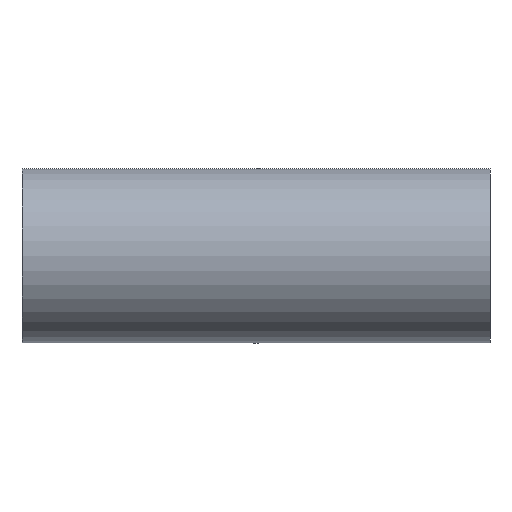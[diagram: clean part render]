
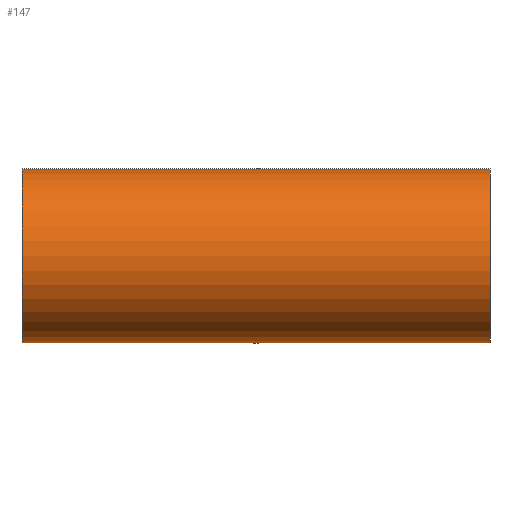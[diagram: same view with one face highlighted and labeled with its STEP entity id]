
A CAD part, top view. The second image highlights one B-rep face of the part: STEP entity #147.
In plain terms, the highlighted cylindrical face has radius 177.5 mm (diameter 355 mm), a full revolution.
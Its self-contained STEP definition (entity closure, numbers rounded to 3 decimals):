
#26=FACE_OUTER_BOUND('',#35,.T.);
#35=EDGE_LOOP('',(#126,#127,#128,#129,#130,#131,#132,#133,#134,#135));
#42=CIRCLE('',#186,177.5);
#43=CIRCLE('',#188,177.5);
#48=LINE('',#279,#54);
#49=LINE('',#280,#55);
#54=VECTOR('',#236,177.5);
#55=VECTOR('',#237,177.5);
#60=ELLIPSE('',#176,251.023,177.5);
#61=ELLIPSE('',#177,251.023,177.5);
#62=ELLIPSE('',#178,251.023,177.5);
#63=ELLIPSE('',#179,251.023,177.5);
#69=VERTEX_POINT('',#254);
#70=VERTEX_POINT('',#255);
#71=VERTEX_POINT('',#257);
#72=VERTEX_POINT('',#259);
#76=VERTEX_POINT('',#274);
#77=VERTEX_POINT('',#277);
#84=EDGE_CURVE('',#69,#70,#60,.T.);
#85=EDGE_CURVE('',#71,#69,#61,.T.);
#86=EDGE_CURVE('',#72,#71,#62,.T.);
#87=EDGE_CURVE('',#70,#72,#63,.T.);
#94=EDGE_CURVE('',#76,#76,#42,.T.);
#95=EDGE_CURVE('',#77,#77,#43,.T.);
#96=EDGE_CURVE('',#77,#70,#48,.T.);
#97=EDGE_CURVE('',#71,#76,#49,.T.);
#126=ORIENTED_EDGE('',*,*,#95,.F.);
#127=ORIENTED_EDGE('',*,*,#96,.T.);
#128=ORIENTED_EDGE('',*,*,#87,.T.);
#129=ORIENTED_EDGE('',*,*,#86,.T.);
#130=ORIENTED_EDGE('',*,*,#97,.T.);
#131=ORIENTED_EDGE('',*,*,#94,.T.);
#132=ORIENTED_EDGE('',*,*,#97,.F.);
#133=ORIENTED_EDGE('',*,*,#85,.T.);
#134=ORIENTED_EDGE('',*,*,#84,.T.);
#135=ORIENTED_EDGE('',*,*,#96,.F.);
#141=CYLINDRICAL_SURFACE('',#187,177.5);
#147=ADVANCED_FACE('',(#26),#141,.T.);
#176=AXIS2_PLACEMENT_3D('',#256,#207,#208);
#177=AXIS2_PLACEMENT_3D('',#258,#209,#210);
#178=AXIS2_PLACEMENT_3D('',#260,#211,#212);
#179=AXIS2_PLACEMENT_3D('',#261,#213,#214);
#186=AXIS2_PLACEMENT_3D('',#275,#230,#231);
#187=AXIS2_PLACEMENT_3D('',#276,#232,#233);
#188=AXIS2_PLACEMENT_3D('',#278,#234,#235);
#207=DIRECTION('center_axis',(-0.707,0.,0.707));
#208=DIRECTION('ref_axis',(0.707,0.,0.707));
#209=DIRECTION('center_axis',(0.707,0.,0.707));
#210=DIRECTION('ref_axis',(0.707,0.,-0.707));
#211=DIRECTION('center_axis',(0.707,0.,0.707));
#212=DIRECTION('ref_axis',(0.707,0.,-0.707));
#213=DIRECTION('center_axis',(-0.707,0.,0.707));
#214=DIRECTION('ref_axis',(0.707,0.,0.707));
#230=DIRECTION('center_axis',(-1.,0.,0.));
#231=DIRECTION('ref_axis',(0.,0.,1.));
#232=DIRECTION('center_axis',(-1.,0.,0.));
#233=DIRECTION('ref_axis',(0.,0.,1.));
#234=DIRECTION('center_axis',(-1.,0.,0.));
#235=DIRECTION('ref_axis',(0.,0.,1.));
#236=DIRECTION('',(1.,0.,0.));
#237=DIRECTION('',(1.,0.,0.));
#254=CARTESIAN_POINT('',(0.,177.5,0.));
#255=CARTESIAN_POINT('',(-177.5,0.,-177.5));
#256=CARTESIAN_POINT('Origin',(0.,0.,0.));
#257=CARTESIAN_POINT('',(177.5,0.,-177.5));
#258=CARTESIAN_POINT('Origin',(0.,0.,0.));
#259=CARTESIAN_POINT('',(0.,-177.5,0.));
#260=CARTESIAN_POINT('Origin',(0.,0.,0.));
#261=CARTESIAN_POINT('Origin',(0.,0.,0.));
#274=CARTESIAN_POINT('',(477.5,0.,-177.5));
#275=CARTESIAN_POINT('Origin',(477.5,0.,0.));
#276=CARTESIAN_POINT('Origin',(0.,0.,0.));
#277=CARTESIAN_POINT('',(-477.5,0.,-177.5));
#278=CARTESIAN_POINT('Origin',(-477.5,0.,0.));
#279=CARTESIAN_POINT('',(0.,0.,-177.5));
#280=CARTESIAN_POINT('',(0.,0.,-177.5));
